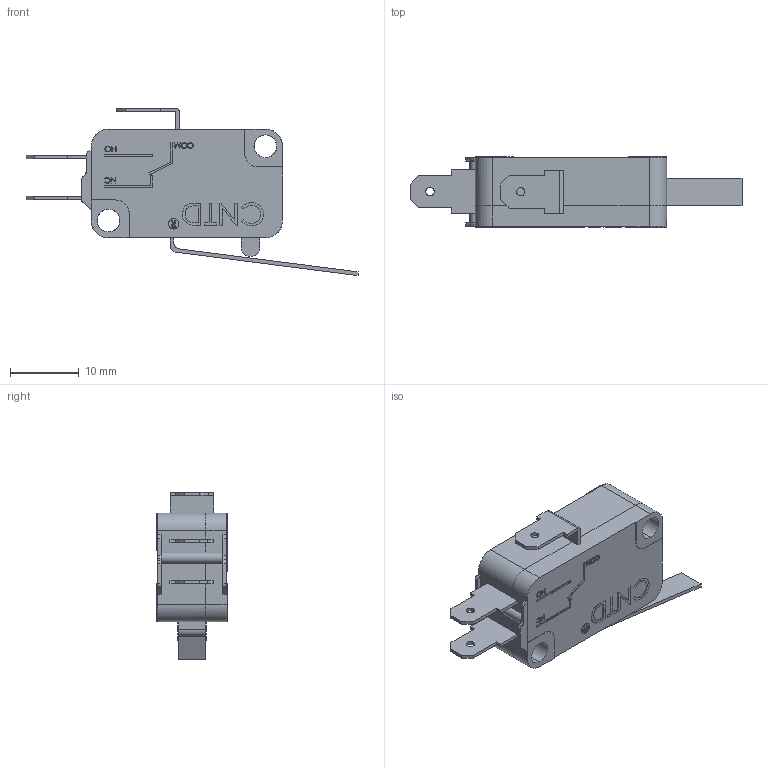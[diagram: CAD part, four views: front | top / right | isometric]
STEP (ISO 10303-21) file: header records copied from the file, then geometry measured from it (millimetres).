
FILE_DESCRIPTION (( 'STEP AP214' ), '1' );
FILE_NAME ('CNDT_CMV101D.STEP', '2020-06-26T09:25:35', ( '' ), ( '' ), 'SwSTEP 2.0', 'SolidWorks 2018', '' );
FILE_SCHEMA (( 'AUTOMOTIVE_DESIGN' ));
Length unit declared in the file: millimetre
Products named in the file (1): CNDT_CMV101D
Bounding box: 48.27 x 10.2 x 24.3 mm (x, y, z)
Volume: 4363 mm3; surface area: 2587.9 mm2
Topology: 2 solids, 2 shells, 388 faces, 1029 edges, 676 vertices
Faces by surface type: plane 252, bspline 80, cylinder 56
Entity records: 21591 total; most frequent: CARTESIAN_POINT 8136, ORIENTED_EDGE 2058, DIRECTION 1556, EDGE_CURVE 1029, VECTOR 752, LINE 752, VERTEX_POINT 676, EDGE_LOOP 429
